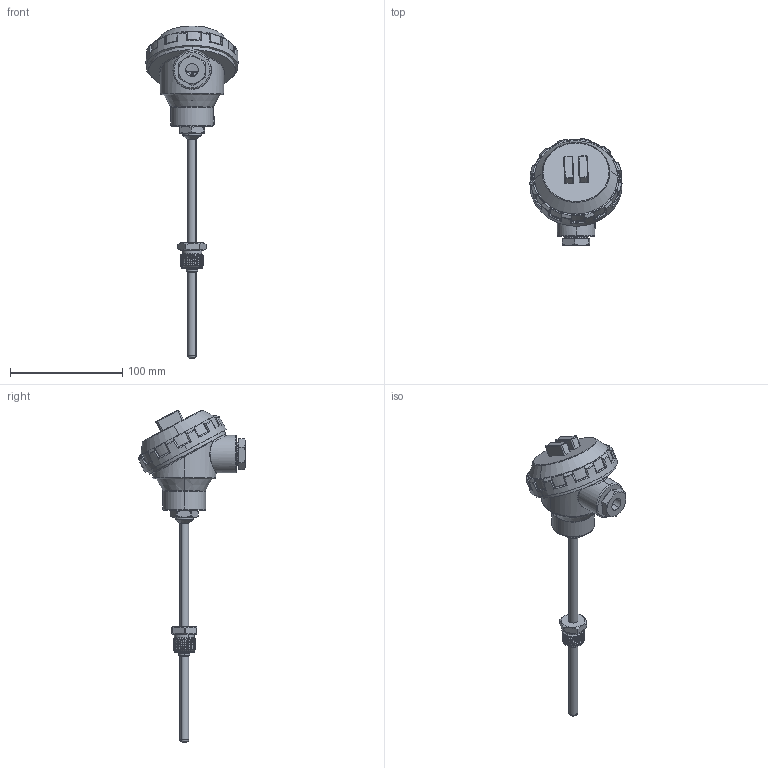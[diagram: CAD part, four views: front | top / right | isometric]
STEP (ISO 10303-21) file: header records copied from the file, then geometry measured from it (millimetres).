
FILE_DESCRIPTION (( 'STEP AP214' ), '1' );
FILE_NAME ('ﾄﾒﾑ035ﾋ-50ﾌ.ﾂ3.80.ﾌﾃ.STEP', '2020-02-22T12:29:40', ( '' ), ( '' ), 'SwSTEP 2.0', 'SolidWorks 2019', '' );
FILE_SCHEMA (( 'AUTOMOTIVE_DESIGN' ));
Length unit declared in the file: millimetre
Products named in the file (16): 忴譇擯罻; êîíòàêò; ïðîêëàäêà ÄÒÑ015Ë; Êîðïóñ ÄÒÑ015Ë; Òðóáêà ÄÒÑ035Ë; Ãåðìîââîä ÄÒÑ015Ë; (068)ﾊﾓﾂﾔ.711141.430.068 035ﾋ; Ïåðåõîä 1ê1 ÄÒÑ015Ë; Êðûøêà ÄÒÑ015Ë; Ïåðåõîä 1ê1 035Ë; Ïðîêëàäêà ãîëîâêà ÄÒÑ015Ë; 睯艜; (019)ﾊﾓﾂﾔ.713541.430.019 ﾄﾒﾑ 015ﾋ; Ãàéêà 22 íà 8; ﾄﾒﾑ035ﾋ-50ﾌ.ﾂ3.80.ﾌﾃ; 忴譇擯罻 栖闉罻
Assembly tree (27 placements, depth 3):
  ﾄﾒﾑ035ﾋ-50ﾌ.ﾂ3.80.ﾌﾃ
    Êîðïóñ ÄÒÑ015Ë
    Ãåðìîââîä ÄÒÑ015Ë
    ïðîêëàäêà ÄÒÑ015Ë
    Êðûøêà ÄÒÑ015Ë
    Ïðîêëàäêà ãîëîâêà ÄÒÑ015Ë
    (019)ﾊﾓﾂﾔ.713541.430.019 ﾄﾒﾑ 015ﾋ
    Ïåðåõîä 1ê1 ÄÒÑ015Ë
    忴譇擯罻 栖闉罻
      忴譇擯罻
      êîíòàêò  x4
      睯艜  x8
    睯艜  x2
    Òðóáêà ÄÒÑ035Ë
    Ãàéêà 22 íà 8
    (068)ﾊﾓﾂﾔ.711141.430.068 035ﾋ
    Ïåðåõîä 1ê1 035Ë
Bounding box: 82 x 95.23 x 295.81 mm (x, y, z)
Volume: 128396 mm3; surface area: 83776.1 mm2
Topology: 26 solids, 26 shells, 814 faces, 2018 edges, 1289 vertices
Faces by surface type: plane 256, cylinder 245, bspline 200, cone 103, torus 10
Entity records: 138594 total; most frequent: CARTESIAN_POINT 117969, ORIENTED_EDGE 3310, DIRECTION 2489, EDGE_CURVE 1655, VERTEX_POINT 1067, AXIS2_PLACEMENT_3D 970, EDGE_LOOP 722, ADVANCED_FACE 643
